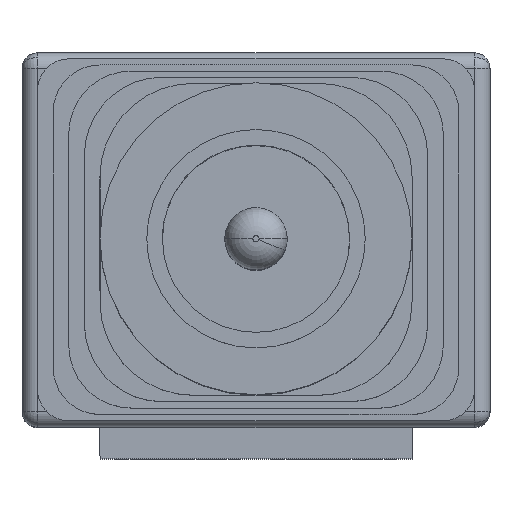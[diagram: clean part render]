
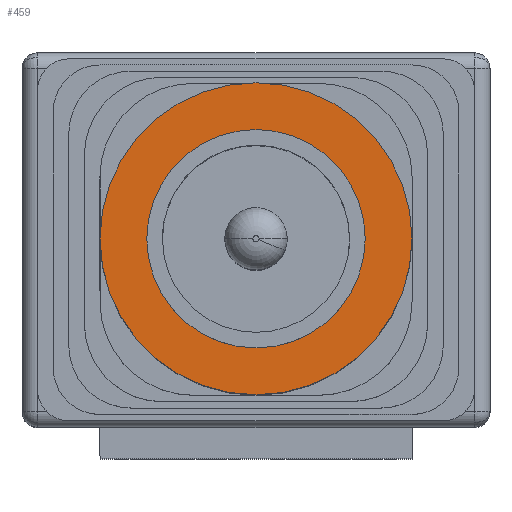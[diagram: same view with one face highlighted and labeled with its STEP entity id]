
A CAD part, top view. The second image highlights one B-rep face of the part: STEP entity #459.
In plain terms, the highlighted planar face has unit normal (0, 0, 1).
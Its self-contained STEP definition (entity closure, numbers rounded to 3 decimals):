
#378=AXIS2_PLACEMENT_3D('Circle Axis2P3D',#376,#377,$) ;
#402=AXIS2_PLACEMENT_3D('Circle Axis2P3D',#400,#401,$) ;
#422=AXIS2_PLACEMENT_3D('Plane Axis2P3D',#419,#420,#421) ;
#439=AXIS2_PLACEMENT_3D('Circle Axis2P3D',#437,#438,$) ;
#448=AXIS2_PLACEMENT_3D('Circle Axis2P3D',#446,#447,$) ;
#366=CARTESIAN_POINT('Vertex',(1.5,7.,37.)) ;
#373=CARTESIAN_POINT('Vertex',(8.5,7.,37.)) ;
#376=CARTESIAN_POINT('Axis2P3D Location',(5.,7.,37.)) ;
#400=CARTESIAN_POINT('Axis2P3D Location',(5.,7.,37.)) ;
#419=CARTESIAN_POINT('Axis2P3D Location',(0.,0.,37.)) ;
#437=CARTESIAN_POINT('Axis2P3D Location',(5.,7.,37.)) ;
#441=CARTESIAN_POINT('Vertex',(10.,7.,37.)) ;
#443=CARTESIAN_POINT('Vertex',(0.,7.,37.)) ;
#446=CARTESIAN_POINT('Axis2P3D Location',(5.,7.,37.)) ;
#377=DIRECTION('Axis2P3D Direction',(0.,0.,1.)) ;
#401=DIRECTION('Axis2P3D Direction',(0.,0.,1.)) ;
#420=DIRECTION('Axis2P3D Direction',(0.,0.,1.)) ;
#421=DIRECTION('Axis2P3D XDirection',(1.,0.,0.)) ;
#438=DIRECTION('Axis2P3D Direction',(0.,0.,1.)) ;
#447=DIRECTION('Axis2P3D Direction',(0.,0.,1.)) ;
#452=ORIENTED_EDGE('',*,*,#445,.T.) ;
#453=ORIENTED_EDGE('',*,*,#450,.T.) ;
#456=ORIENTED_EDGE('',*,*,#380,.F.) ;
#457=ORIENTED_EDGE('',*,*,#404,.F.) ;
#458=FACE_BOUND('',#455,.T.) ;
#459=ADVANCED_FACE('PartBody',(#454,#458),#423,.T.) ;
#379=CIRCLE('generated circle',#378,3.5) ;
#403=CIRCLE('generated circle',#402,3.5) ;
#440=CIRCLE('generated circle',#439,5.) ;
#449=CIRCLE('generated circle',#448,5.) ;
#380=EDGE_CURVE('',#374,#367,#379,.T.) ;
#404=EDGE_CURVE('',#367,#374,#403,.T.) ;
#445=EDGE_CURVE('',#442,#444,#440,.T.) ;
#450=EDGE_CURVE('',#444,#442,#449,.T.) ;
#451=EDGE_LOOP('',(#452,#453)) ;
#455=EDGE_LOOP('',(#456,#457)) ;
#454=FACE_OUTER_BOUND('',#451,.T.) ;
#423=PLANE('',#422) ;
#367=VERTEX_POINT('',#366) ;
#374=VERTEX_POINT('',#373) ;
#442=VERTEX_POINT('',#441) ;
#444=VERTEX_POINT('',#443) ;
